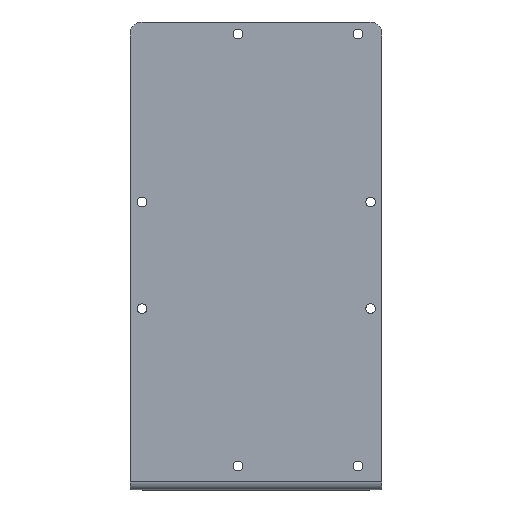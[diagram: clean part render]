
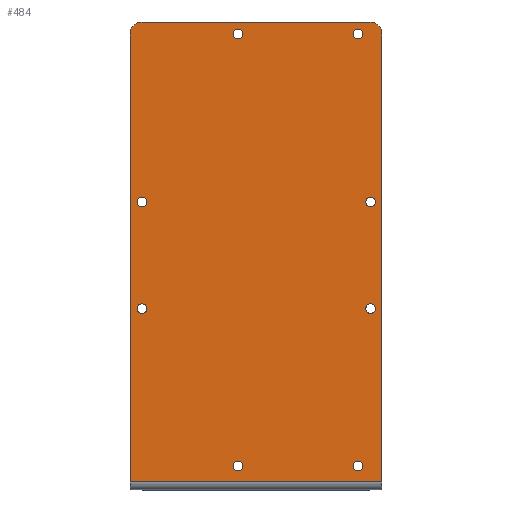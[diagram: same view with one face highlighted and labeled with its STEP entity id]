
A CAD part, top view. The second image highlights one B-rep face of the part: STEP entity #484.
In plain terms, the highlighted planar face has unit normal (0, 0, 1).
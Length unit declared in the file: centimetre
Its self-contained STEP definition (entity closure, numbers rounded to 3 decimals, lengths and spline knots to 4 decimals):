
#108=PLANE('',#514);
#121=VECTOR('',#574,1.);
#127=VECTOR('',#587,1.);
#129=VECTOR('',#594,1.);
#130=VECTOR('',#597,1.);
#145=LINE('',#694,#121);
#151=LINE('',#710,#127);
#153=LINE('',#716,#129);
#154=LINE('',#720,#130);
#170=VERTEX_POINT('',#693);
#171=VERTEX_POINT('',#695);
#176=VERTEX_POINT('',#709);
#178=VERTEX_POINT('',#717);
#179=VERTEX_POINT('',#719);
#180=VERTEX_POINT('',#721);
#181=VERTEX_POINT('',#724);
#182=VERTEX_POINT('',#726);
#183=VERTEX_POINT('',#728);
#184=VERTEX_POINT('',#730);
#185=VERTEX_POINT('',#732);
#186=VERTEX_POINT('',#734);
#187=VERTEX_POINT('',#736);
#188=VERTEX_POINT('',#738);
#208=CIRCLE('',#515,0.5);
#209=CIRCLE('',#516,0.5);
#210=CIRCLE('',#517,0.2);
#211=CIRCLE('',#518,0.2);
#212=CIRCLE('',#519,0.2);
#213=CIRCLE('',#520,0.2);
#214=CIRCLE('',#521,0.2);
#215=CIRCLE('',#522,0.2);
#216=CIRCLE('',#523,0.2);
#217=CIRCLE('',#524,0.2);
#242=EDGE_CURVE('',#170,#171,#145,.T.);
#250=EDGE_CURVE('',#176,#170,#151,.T.);
#253=EDGE_CURVE('',#178,#176,#153,.T.);
#254=EDGE_CURVE('',#179,#178,#208,.T.);
#255=EDGE_CURVE('',#180,#179,#154,.T.);
#256=EDGE_CURVE('',#171,#180,#209,.T.);
#257=EDGE_CURVE('',#181,#181,#210,.T.);
#258=EDGE_CURVE('',#182,#182,#211,.T.);
#259=EDGE_CURVE('',#183,#183,#212,.T.);
#260=EDGE_CURVE('',#184,#184,#213,.T.);
#261=EDGE_CURVE('',#185,#185,#214,.T.);
#262=EDGE_CURVE('',#186,#186,#215,.T.);
#263=EDGE_CURVE('',#187,#187,#216,.T.);
#264=EDGE_CURVE('',#188,#188,#217,.T.);
#320=ORIENTED_EDGE('',*,*,#250,.F.);
#321=ORIENTED_EDGE('',*,*,#253,.F.);
#322=ORIENTED_EDGE('',*,*,#254,.F.);
#323=ORIENTED_EDGE('',*,*,#255,.F.);
#324=ORIENTED_EDGE('',*,*,#256,.F.);
#325=ORIENTED_EDGE('',*,*,#242,.F.);
#326=ORIENTED_EDGE('',*,*,#257,.T.);
#327=ORIENTED_EDGE('',*,*,#258,.T.);
#328=ORIENTED_EDGE('',*,*,#259,.T.);
#329=ORIENTED_EDGE('',*,*,#260,.T.);
#330=ORIENTED_EDGE('',*,*,#261,.T.);
#331=ORIENTED_EDGE('',*,*,#262,.T.);
#332=ORIENTED_EDGE('',*,*,#263,.T.);
#333=ORIENTED_EDGE('',*,*,#264,.T.);
#392=EDGE_LOOP('',(#320,#321,#322,#323,#324,#325));
#393=EDGE_LOOP('',(#326));
#394=EDGE_LOOP('',(#327));
#395=EDGE_LOOP('',(#328));
#396=EDGE_LOOP('',(#329));
#397=EDGE_LOOP('',(#330));
#398=EDGE_LOOP('',(#331));
#399=EDGE_LOOP('',(#332));
#400=EDGE_LOOP('',(#333));
#438=FACE_BOUND('',#392,.T.);
#439=FACE_BOUND('',#393,.T.);
#440=FACE_BOUND('',#394,.T.);
#441=FACE_BOUND('',#395,.T.);
#442=FACE_BOUND('',#396,.T.);
#443=FACE_BOUND('',#397,.T.);
#444=FACE_BOUND('',#398,.T.);
#445=FACE_BOUND('',#399,.T.);
#446=FACE_BOUND('',#400,.T.);
#484=ADVANCED_FACE('',(#438,#439,#440,#441,#442,#443,#444,#445,#446),#108,
 .T.);
#514=AXIS2_PLACEMENT_3D('',#715,#593,$);
#515=AXIS2_PLACEMENT_3D('',#718,#595,#596);
#516=AXIS2_PLACEMENT_3D('',#722,#598,#599);
#517=AXIS2_PLACEMENT_3D('',#723,#600,#601);
#518=AXIS2_PLACEMENT_3D('',#725,#602,#603);
#519=AXIS2_PLACEMENT_3D('',#727,#604,#605);
#520=AXIS2_PLACEMENT_3D('',#729,#606,#607);
#521=AXIS2_PLACEMENT_3D('',#731,#608,#609);
#522=AXIS2_PLACEMENT_3D('',#733,#610,#611);
#523=AXIS2_PLACEMENT_3D('',#735,#612,#613);
#524=AXIS2_PLACEMENT_3D('',#737,#614,#615);
#574=DIRECTION('',(0.,1.,0.));
#587=DIRECTION('',(-1.,0.,0.));
#593=DIRECTION('',(0.,0.,1.));
#594=DIRECTION('',(0.,-1.,0.));
#595=DIRECTION('',(0.,0.,-1.));
#596=DIRECTION('',(0.5,0.,0.));
#597=DIRECTION('',(1.,0.,0.));
#598=DIRECTION('',(0.,0.,-1.));
#599=DIRECTION('',(0.5,0.,0.));
#600=DIRECTION('',(0.,0.,-1.));
#601=DIRECTION('',(0.2,0.,0.));
#602=DIRECTION('',(0.,0.,-1.));
#603=DIRECTION('',(0.2,0.,0.));
#604=DIRECTION('',(0.,0.,-1.));
#605=DIRECTION('',(0.2,0.,0.));
#606=DIRECTION('',(0.,0.,-1.));
#607=DIRECTION('',(0.2,0.,0.));
#608=DIRECTION('',(0.,0.,-1.));
#609=DIRECTION('',(0.2,0.,0.));
#610=DIRECTION('',(0.,0.,-1.));
#611=DIRECTION('',(0.2,0.,0.));
#612=DIRECTION('',(0.,0.,-1.));
#613=DIRECTION('',(0.2,0.,0.));
#614=DIRECTION('',(0.,0.,-1.));
#615=DIRECTION('',(0.2,0.,0.));
#693=CARTESIAN_POINT('',(-5.1784,-11.8324,0.23));
#694=CARTESIAN_POINT('',(-5.1784,6.8226,0.23));
#695=CARTESIAN_POINT('',(-5.1784,6.8226,0.23));
#709=CARTESIAN_POINT('',(5.3216,-11.8324,0.23));
#710=CARTESIAN_POINT('',(0.0716,-11.8324,0.23));
#715=CARTESIAN_POINT('',(0.0716,-2.4984,0.23));
#716=CARTESIAN_POINT('',(5.3216,-12.1774,0.23));
#717=CARTESIAN_POINT('',(5.3216,6.8226,0.23));
#718=CARTESIAN_POINT('',(4.8216,6.8226,0.23));
#719=CARTESIAN_POINT('',(4.8216,7.3226,0.23));
#720=CARTESIAN_POINT('',(4.8216,7.3226,0.23));
#721=CARTESIAN_POINT('',(-4.6784,7.3226,0.23));
#722=CARTESIAN_POINT('',(-4.6784,6.8226,0.23));
#723=CARTESIAN_POINT('',(-4.6784,-4.6224,0.23));
#724=CARTESIAN_POINT('',(-4.8784,-4.6224,0.23));
#725=CARTESIAN_POINT('',(-4.6784,-0.1774,0.23));
#726=CARTESIAN_POINT('',(-4.8784,-0.1774,0.23));
#727=CARTESIAN_POINT('',(4.8466,-4.6224,0.23));
#728=CARTESIAN_POINT('',(4.6466,-4.6224,0.23));
#729=CARTESIAN_POINT('',(-0.6784,6.8226,0.23));
#730=CARTESIAN_POINT('',(-0.8784,6.8226,0.23));
#731=CARTESIAN_POINT('',(-0.6784,-11.1774,0.23));
#732=CARTESIAN_POINT('',(-0.8784,-11.1774,0.23));
#733=CARTESIAN_POINT('',(4.3216,-11.1774,0.23));
#734=CARTESIAN_POINT('',(4.1216,-11.1774,0.23));
#735=CARTESIAN_POINT('',(4.3216,6.8226,0.23));
#736=CARTESIAN_POINT('',(4.1216,6.8226,0.23));
#737=CARTESIAN_POINT('',(4.8466,-0.1774,0.23));
#738=CARTESIAN_POINT('',(4.6466,-0.1774,0.23));
